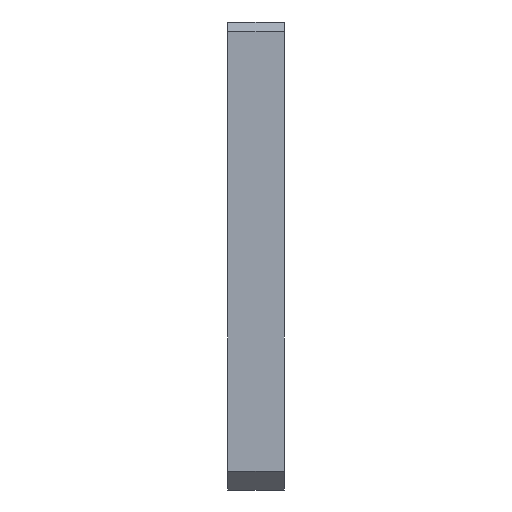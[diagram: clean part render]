
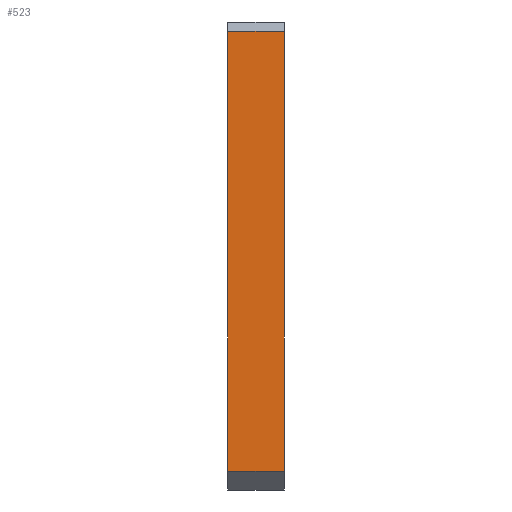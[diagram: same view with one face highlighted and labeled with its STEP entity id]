
A CAD part, left-side view. The second image highlights one B-rep face of the part: STEP entity #523.
In plain terms, the highlighted planar face has unit normal (-1, 0, 0).
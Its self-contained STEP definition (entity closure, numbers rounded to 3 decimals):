
#496=AXIS2_PLACEMENT_3D('Plane Axis2P3D',#493,#494,#495) ;
#464=CARTESIAN_POINT('Vertex',(-45.,25.,-104.)) ;
#467=CARTESIAN_POINT('Line Origine',(-45.,28.,-104.)) ;
#471=CARTESIAN_POINT('Vertex',(-45.,31.,-104.)) ;
#493=CARTESIAN_POINT('Axis2P3D Location',(-45.,0.,-57.)) ;
#498=CARTESIAN_POINT('Line Origine',(-45.,25.,-80.5)) ;
#502=CARTESIAN_POINT('Vertex',(-45.,25.,-57.)) ;
#505=CARTESIAN_POINT('Line Origine',(-45.,28.,-57.)) ;
#509=CARTESIAN_POINT('Vertex',(-45.,31.,-57.)) ;
#512=CARTESIAN_POINT('Line Origine',(-45.,31.,-80.5)) ;
#468=DIRECTION('Vector Direction',(0.,-1.,0.)) ;
#494=DIRECTION('Axis2P3D Direction',(-1.,-0.,-0.)) ;
#495=DIRECTION('Axis2P3D XDirection',(0.,0.,-1.)) ;
#499=DIRECTION('Vector Direction',(0.,0.,-1.)) ;
#506=DIRECTION('Vector Direction',(0.,-1.,0.)) ;
#513=DIRECTION('Vector Direction',(0.,0.,-1.)) ;
#469=VECTOR('Line Direction',#468,1.) ;
#500=VECTOR('Line Direction',#499,1.) ;
#507=VECTOR('Line Direction',#506,1.) ;
#514=VECTOR('Line Direction',#513,1.) ;
#518=ORIENTED_EDGE('',*,*,#504,.T.) ;
#519=ORIENTED_EDGE('',*,*,#511,.F.) ;
#520=ORIENTED_EDGE('',*,*,#516,.F.) ;
#521=ORIENTED_EDGE('',*,*,#473,.T.) ;
#523=ADVANCED_FACE('Terminali anteriori prolungati EF inferiori',(#522),#497,.T.) ;
#473=EDGE_CURVE('',#472,#465,#470,.T.) ;
#504=EDGE_CURVE('',#465,#503,#501,.F.) ;
#511=EDGE_CURVE('',#510,#503,#508,.T.) ;
#516=EDGE_CURVE('',#472,#510,#515,.F.) ;
#517=EDGE_LOOP('',(#518,#519,#520,#521)) ;
#522=FACE_OUTER_BOUND('',#517,.T.) ;
#470=LINE('Line',#467,#469) ;
#501=LINE('Line',#498,#500) ;
#508=LINE('Line',#505,#507) ;
#515=LINE('Line',#512,#514) ;
#497=PLANE('',#496) ;
#465=VERTEX_POINT('',#464) ;
#472=VERTEX_POINT('',#471) ;
#503=VERTEX_POINT('',#502) ;
#510=VERTEX_POINT('',#509) ;
